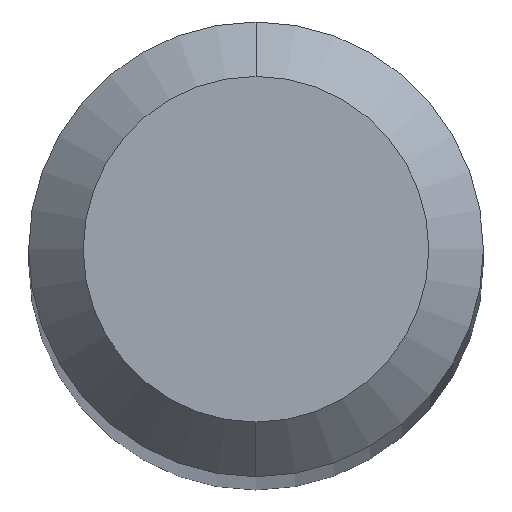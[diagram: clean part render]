
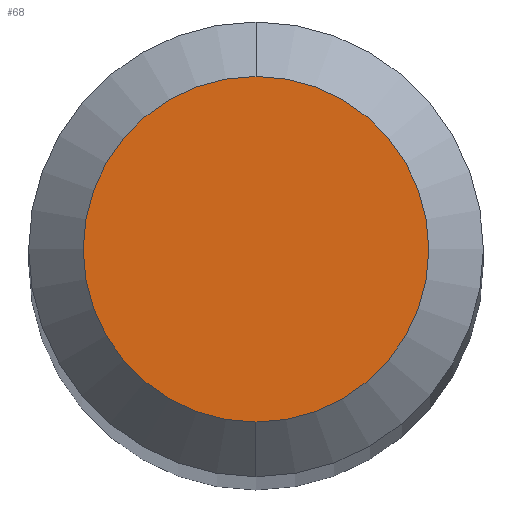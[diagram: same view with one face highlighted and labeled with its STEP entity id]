
A CAD part, top view. The second image highlights one B-rep face of the part: STEP entity #68.
In plain terms, the highlighted planar face has unit normal (0, 0, 1).
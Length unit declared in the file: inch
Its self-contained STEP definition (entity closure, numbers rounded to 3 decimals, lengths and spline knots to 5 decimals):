
#30 = CARTESIAN_POINT ( 'NONE',  ( 0., 0., 0. ) ) ;
#39 = PLANE ( 'NONE',  #436 ) ;
#68 = ADVANCED_FACE ( 'NONE', ( #311 ), #39, .F. ) ;
#118 = DIRECTION ( 'NONE',  ( 0., 0., -1. ) ) ;
#164 = AXIS2_PLACEMENT_3D ( 'NONE', #30, #345, #456 ) ;
#208 = ORIENTED_EDGE ( 'NONE', *, *, #380, .T. ) ;
#219 = DIRECTION ( 'NONE',  ( 0., 0., 1. ) ) ;
#311 = FACE_OUTER_BOUND ( 'NONE', #461, .T. ) ;
#345 = DIRECTION ( 'NONE',  ( 0., 0., 1. ) ) ;
#357 = AXIS2_PLACEMENT_3D ( 'NONE', #413, #219, #496 ) ;
#369 = VERTEX_POINT ( 'NONE', #499 ) ;
#380 = EDGE_CURVE ( 'NONE', #442, #369, #452, .T. ) ;
#397 = ORIENTED_EDGE ( 'NONE', *, *, #405, .T. ) ;
#405 = EDGE_CURVE ( 'NONE', #369, #442, #407, .T. ) ;
#407 = CIRCLE ( 'NONE', #357, 0.0475 ) ;
#413 = CARTESIAN_POINT ( 'NONE',  ( 0., 0., 0. ) ) ;
#430 = DIRECTION ( 'NONE',  ( 0., 1., 0. ) ) ;
#436 = AXIS2_PLACEMENT_3D ( 'NONE', #466, #118, #430 ) ;
#442 = VERTEX_POINT ( 'NONE', #444 ) ;
#444 = CARTESIAN_POINT ( 'NONE',  ( 0., 0.0475, 0. ) ) ;
#452 = CIRCLE ( 'NONE', #164, 0.0475 ) ;
#456 = DIRECTION ( 'NONE',  ( 0., -1., 0. ) ) ;
#461 = EDGE_LOOP ( 'NONE', ( #208, #397 ) ) ;
#466 = CARTESIAN_POINT ( 'NONE',  ( 0., 0.0475, 0. ) ) ;
#496 = DIRECTION ( 'NONE',  ( 0., -1., 0. ) ) ;
#499 = CARTESIAN_POINT ( 'NONE',  ( 0., -0.0475, 0. ) ) ;
